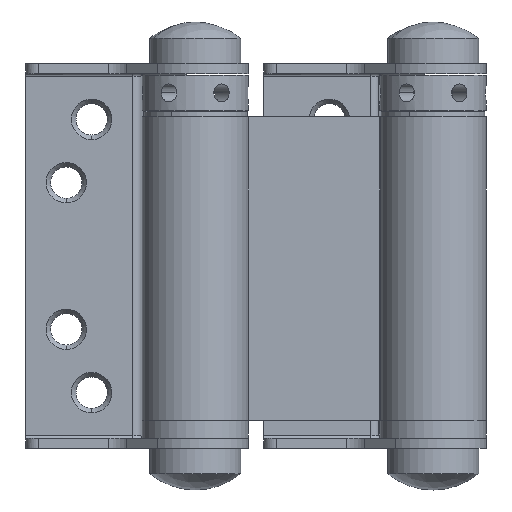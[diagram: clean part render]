
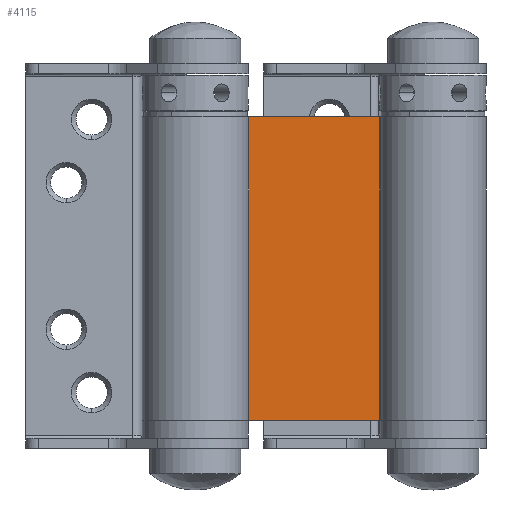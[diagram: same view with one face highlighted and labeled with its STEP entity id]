
A CAD part, front view. The second image highlights one B-rep face of the part: STEP entity #4115.
In plain terms, the highlighted planar face has unit normal (0, -1, 0).
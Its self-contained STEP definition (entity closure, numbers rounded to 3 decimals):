
#1284 = VECTOR ( 'NONE', #1296, 1000. ) ;
#1290 = CARTESIAN_POINT ( 'NONE',  ( -36.438, -1.51, 60. ) ) ;
#1291 = LINE ( 'NONE', #1290, #1284 ) ;
#1296 = DIRECTION ( 'NONE',  ( 1., 0., 0. ) ) ;
#1859 = CARTESIAN_POINT ( 'NONE',  ( -36.438, -1.51, 0. ) ) ;
#1872 = LINE ( 'NONE', #1929, #1928 ) ;
#1903 = DIRECTION ( 'NONE',  ( 1., 0., 0. ) ) ;
#1904 = VECTOR ( 'NONE', #1903, 1000. ) ;
#1905 = CARTESIAN_POINT ( 'NONE',  ( -36.438, -1.51, 0. ) ) ;
#1908 = LINE ( 'NONE', #1905, #1904 ) ;
#1910 = CARTESIAN_POINT ( 'NONE',  ( -36.438, -1.51, 60. ) ) ;
#1917 = CARTESIAN_POINT ( 'NONE',  ( -10.562, -1.51, 60. ) ) ;
#1924 = CARTESIAN_POINT ( 'NONE',  ( -10.562, -1.51, 0. ) ) ;
#1927 = DIRECTION ( 'NONE',  ( 0., 0., -1. ) ) ;
#1928 = VECTOR ( 'NONE', #1927, 1000. ) ;
#1929 = CARTESIAN_POINT ( 'NONE',  ( -36.438, -1.51, 60. ) ) ;
#1979 = CARTESIAN_POINT ( 'NONE',  ( -36.438, -1.51, 60. ) ) ;
#1980 = PLANE ( 'NONE',  #2044 ) ;
#2042 = DIRECTION ( 'NONE',  ( -1., 0., 0. ) ) ;
#2043 = DIRECTION ( 'NONE',  ( 0., 1., 0. ) ) ;
#2044 = AXIS2_PLACEMENT_3D ( 'NONE', #1979, #2043, #2042 ) ;
#2049 = FACE_OUTER_BOUND ( 'NONE', #4035, .T. ) ;
#2053 = DIRECTION ( 'NONE',  ( 0., 0., -1. ) ) ;
#2054 = VECTOR ( 'NONE', #2053, 1000. ) ;
#2067 = CARTESIAN_POINT ( 'NONE',  ( -10.562, -1.51, 60. ) ) ;
#2068 = LINE ( 'NONE', #2067, #2054 ) ;
#4025 = EDGE_CURVE ( 'NONE', #4052, #4028, #1872, .T. ) ;
#4028 = VERTEX_POINT ( 'NONE', #1859 ) ;
#4035 = EDGE_LOOP ( 'NONE', ( #4113, #4106, #4050, #4112 ) ) ;
#4043 = VERTEX_POINT ( 'NONE', #1917 ) ;
#4044 = VERTEX_POINT ( 'NONE', #1924 ) ;
#4047 = EDGE_CURVE ( 'NONE', #4028, #4044, #1908, .T. ) ;
#4050 = ORIENTED_EDGE ( 'NONE', *, *, #4117, .F. ) ;
#4052 = VERTEX_POINT ( 'NONE', #1910 ) ;
#4106 = ORIENTED_EDGE ( 'NONE', *, *, #4107, .F. ) ;
#4107 = EDGE_CURVE ( 'NONE', #4043, #4044, #2068, .T. ) ;
#4112 = ORIENTED_EDGE ( 'NONE', *, *, #4025, .T. ) ;
#4113 = ORIENTED_EDGE ( 'NONE', *, *, #4047, .T. ) ;
#4115 = ADVANCED_FACE ( 'NONE', ( #2049 ), #1980, .F. ) ;
#4117 = EDGE_CURVE ( 'NONE', #4052, #4043, #1291, .T. ) ;
